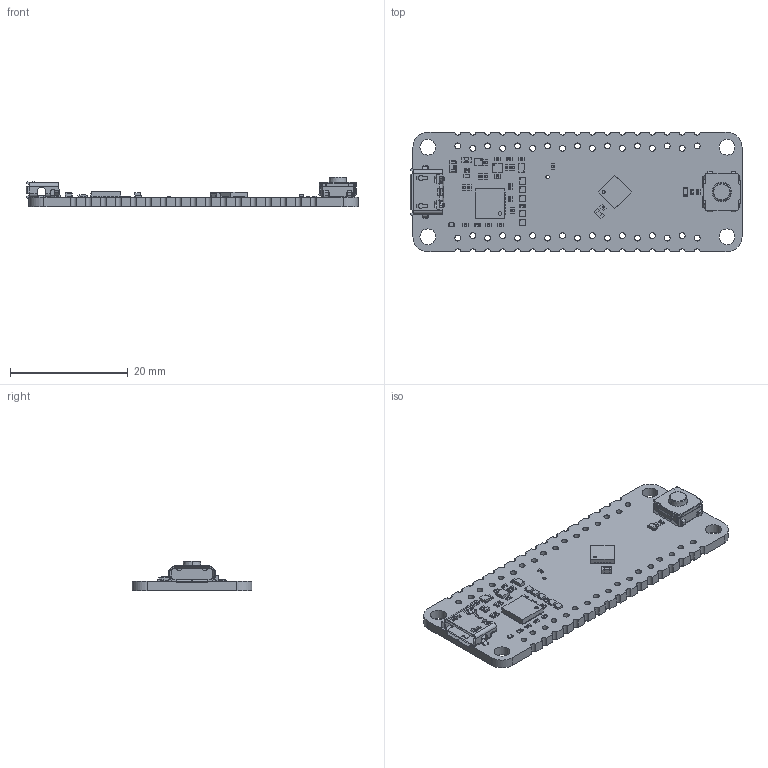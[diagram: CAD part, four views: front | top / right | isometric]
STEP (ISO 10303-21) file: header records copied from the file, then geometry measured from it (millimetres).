
FILE_DESCRIPTION(('Open CASCADE Model'),'2;1');
FILE_NAME('Open CASCADE Shape Model','2019-05-09T13:32:01',('Author'),( 'Open CASCADE'),'Open CASCADE STEP processor 6.8','Open CASCADE 6.8' ,'Unknown');
FILE_SCHEMA(('AUTOMOTIVE_DESIGN { 1 0 10303 214 1 1 1 1 }'));
Length unit declared in the file: millimetre
Products named in the file (101): PCB; Board; Open CASCADE STEP translator 6.8 1.1.1; Open CASCADE STEP translator 6.8 1.1.1.1; L200; 6483810784; Extruded; 6483810544; 6483810304; C200; 0402_SMD_Capacitor; U200; 6491733616; Open_CASCADE_STEP_translator_6.8_16.1; Body; Open_CASCADE_STEP_translator_6.8_16.2.1; Thermal_Shape; Pin_Shape; Open_CASCADE_STEP_translator_6.8_16.4.1; R111; 0402_SMD_Resistor; U108; 5968559808; Open_CASCADE_STEP_translator_6.8_1.1; Open_CASCADE_STEP_translator_6.8_1.2.1; ball; R112; C205; R110; R109; R103; U106; 5968558848; Open_CASCADE_STEP_translator_6.8_18.1; Open_CASCADE_STEP_translator_6.8_18.2.1; Open_CASCADE_STEP_translator_6.8_18.3.1; R108; R106; R104; R101 ...
Assembly tree (201 placements, depth 5):
  PCB
    Board
      Open CASCADE STEP translator 6.8 1.1.1
        Open CASCADE STEP translator 6.8 1.1.1.1
    L200
      6483810784
        Extruded
      6483810544
        Extruded
      6483810304  x2
        Extruded
    C200
      0402_SMD_Capacitor
    U200
      6491733616
        Open_CASCADE_STEP_translator_6.8_16.1
        Body
          Open_CASCADE_STEP_translator_6.8_16.2.1
        Thermal_Shape
        Pin_Shape  x24
          Open_CASCADE_STEP_translator_6.8_16.4.1
    R111
      0402_SMD_Resistor
    U108
      5968559808
        Open_CASCADE_STEP_translator_6.8_1.1
        Body
          Open_CASCADE_STEP_translator_6.8_1.2.1
        ball  x6
    R112
      0402_SMD_Resistor
    C205
      0402_SMD_Capacitor
    R110
      0402_SMD_Resistor
    R109
      0402_SMD_Resistor
    R103
      0402_SMD_Resistor
    U106
      5968558848
        Open_CASCADE_STEP_translator_6.8_18.1
        Body
          Open_CASCADE_STEP_translator_6.8_18.2.1
        Pin_Shape  x6
          Open_CASCADE_STEP_translator_6.8_18.3.1
    R108
      0402_SMD_Resistor
    R106
      0402_SMD_Resistor
    R104
      0402_SMD_Resistor
    R101
      0402_SMD_Resistor
    C103
      0402_SMD_Capacitor
    C102
      0402_SMD_Capacitor
    U101
      5968555168
Bounding box: 56.38 x 20.32 x 5.08 mm (x, y, z)
Volume: 1903.8 mm3; surface area: 3402.7 mm2
Topology: 164 solids, 174 shells, 4965 faces, 11801 edges, 7050 vertices
Faces by surface type: plane 3179, cylinder 1014, bspline 544, sphere 218, torus 8, cone 2
Full cylindrical faces by diameter (mm): 0.125 x1, 0.131 x5, 0.156 x1, 0.206 x1, 0.5 x1, 0.55 x2, 0.6 x1, 0.625 x1, 1 x34, 2.7 x4
Entity records: 68783 total; most frequent: CARTESIAN_POINT 16962, ORIENTED_EDGE 9372, DIRECTION 9143, EDGE_CURVE 4689, LINE 3255, VECTOR 3255, VERTEX_POINT 2991, AXIS2_PLACEMENT_3D 2944
